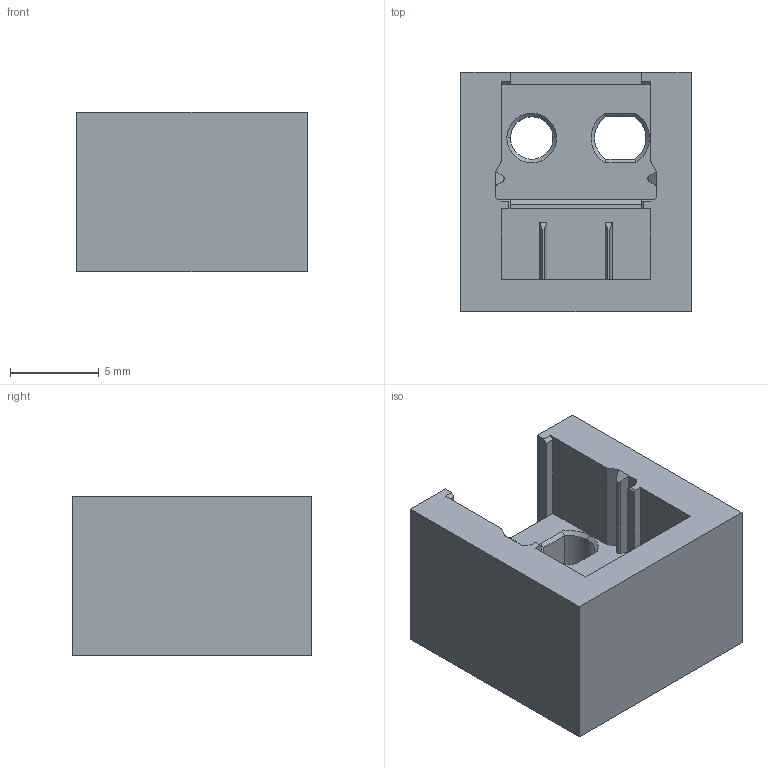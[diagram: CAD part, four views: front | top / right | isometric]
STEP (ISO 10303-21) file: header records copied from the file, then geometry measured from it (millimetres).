
FILE_DESCRIPTION (( 'STEP AP203' ), '1' );
FILE_NAME ('SPVQ8 NO normal fork.STEP', '2024-03-06T07:52:21', ( '' ), ( '' ), 'SwSTEP 2.0', 'SolidWorks 2023', '' );
FILE_SCHEMA (( 'CONFIG_CONTROL_DESIGN' ));
Length unit declared in the file: millimetre
Products named in the file (1): SPVQ8 NO normal fork
Bounding box: 13 x 13.5 x 9 mm (x, y, z)
Volume: 942 mm3; surface area: 1119.8 mm2
Topology: 1 solids, 1 shells, 76 faces, 203 edges, 129 vertices
Faces by surface type: plane 61, cylinder 10, cone 5
Entity records: 2406 total; most frequent: CARTESIAN_POINT 430, ORIENTED_EDGE 406, DIRECTION 372, EDGE_CURVE 203, VECTOR 174, LINE 174, VERTEX_POINT 129, AXIS2_PLACEMENT_3D 99
